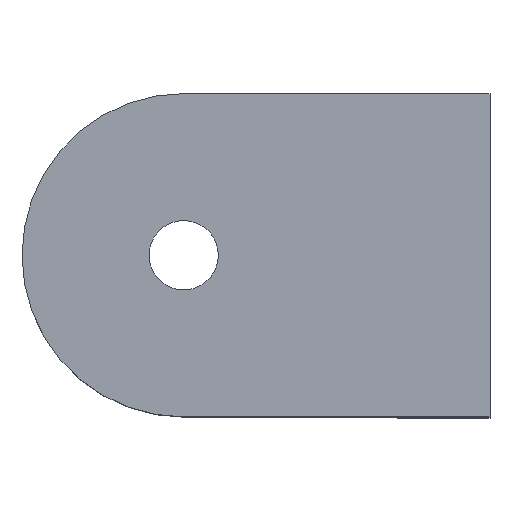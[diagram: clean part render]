
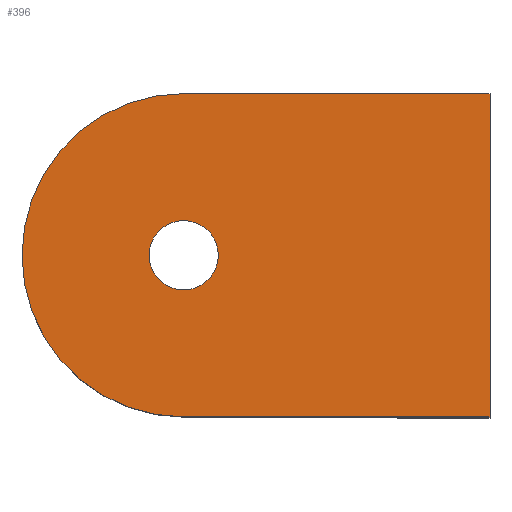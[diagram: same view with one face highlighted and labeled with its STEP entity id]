
A CAD part, top view. The second image highlights one B-rep face of the part: STEP entity #396.
In plain terms, the highlighted planar face has unit normal (0, 0, 1).
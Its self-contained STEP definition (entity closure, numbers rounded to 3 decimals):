
#35=FACE_BOUND('',#107,.T.);
#56=CIRCLE('',#457,7.);
#57=CIRCLE('',#459,1.5);
#58=CIRCLE('',#460,1.5);
#77=FACE_OUTER_BOUND('',#106,.T.);
#106=EDGE_LOOP('',(#356,#357,#358,#359));
#107=EDGE_LOOP('',(#360,#361));
#132=LINE('',#674,#162);
#135=LINE('',#680,#165);
#137=LINE('',#683,#167);
#162=VECTOR('',#557,10.);
#165=VECTOR('',#562,10.);
#167=VECTOR('',#566,10.);
#202=VERTEX_POINT('',#671);
#203=VERTEX_POINT('',#673);
#204=VERTEX_POINT('',#677);
#205=VERTEX_POINT('',#679);
#206=VERTEX_POINT('',#687);
#207=VERTEX_POINT('',#688);
#251=EDGE_CURVE('',#203,#202,#132,.T.);
#254=EDGE_CURVE('',#205,#204,#135,.T.);
#256=EDGE_CURVE('',#204,#203,#137,.T.);
#257=EDGE_CURVE('',#202,#205,#56,.T.);
#258=EDGE_CURVE('',#206,#207,#57,.T.);
#259=EDGE_CURVE('',#207,#206,#58,.T.);
#356=ORIENTED_EDGE('',*,*,#257,.T.);
#357=ORIENTED_EDGE('',*,*,#254,.T.);
#358=ORIENTED_EDGE('',*,*,#256,.T.);
#359=ORIENTED_EDGE('',*,*,#251,.T.);
#360=ORIENTED_EDGE('',*,*,#258,.T.);
#361=ORIENTED_EDGE('',*,*,#259,.T.);
#377=PLANE('',#458);
#396=ADVANCED_FACE('',(#77,#35),#377,.T.);
#457=AXIS2_PLACEMENT_3D('',#685,#569,#570);
#458=AXIS2_PLACEMENT_3D('',#686,#571,#572);
#459=AXIS2_PLACEMENT_3D('',#689,#573,#574);
#460=AXIS2_PLACEMENT_3D('',#690,#575,#576);
#557=DIRECTION('',(-1.,0.,0.));
#562=DIRECTION('',(1.,0.,0.));
#566=DIRECTION('',(0.,1.,0.));
#569=DIRECTION('center_axis',(0.,0.,1.));
#570=DIRECTION('ref_axis',(-1.,0.,0.));
#571=DIRECTION('center_axis',(0.,0.,1.));
#572=DIRECTION('ref_axis',(1.,0.,0.));
#573=DIRECTION('center_axis',(0.,0.,-1.));
#574=DIRECTION('ref_axis',(-1.,0.,0.));
#575=DIRECTION('center_axis',(0.,0.,-1.));
#576=DIRECTION('ref_axis',(-1.,0.,0.));
#671=CARTESIAN_POINT('',(0.,7.,38.));
#673=CARTESIAN_POINT('',(13.266,7.,38.));
#674=CARTESIAN_POINT('',(-11.734,7.,38.));
#677=CARTESIAN_POINT('',(13.266,-7.,38.));
#679=CARTESIAN_POINT('',(0.,-7.,38.));
#680=CARTESIAN_POINT('',(13.266,-7.,38.));
#683=CARTESIAN_POINT('',(13.266,7.,38.));
#685=CARTESIAN_POINT('Origin',(0.,0.,38.));
#686=CARTESIAN_POINT('Origin',(0.766,0.,38.));
#687=CARTESIAN_POINT('',(-1.5,0.,38.));
#688=CARTESIAN_POINT('',(1.5,0.,38.));
#689=CARTESIAN_POINT('Origin',(0.,0.,38.));
#690=CARTESIAN_POINT('Origin',(0.,0.,38.));
